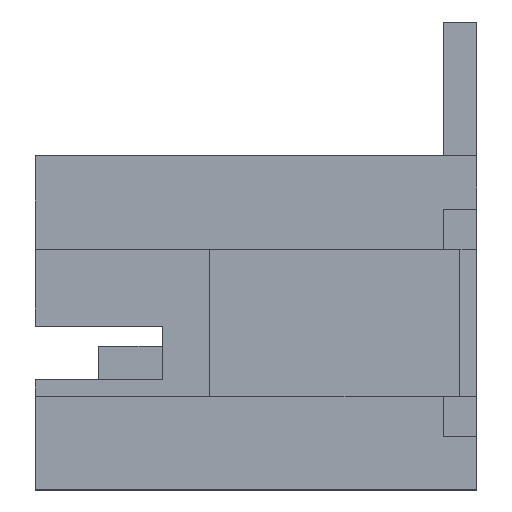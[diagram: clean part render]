
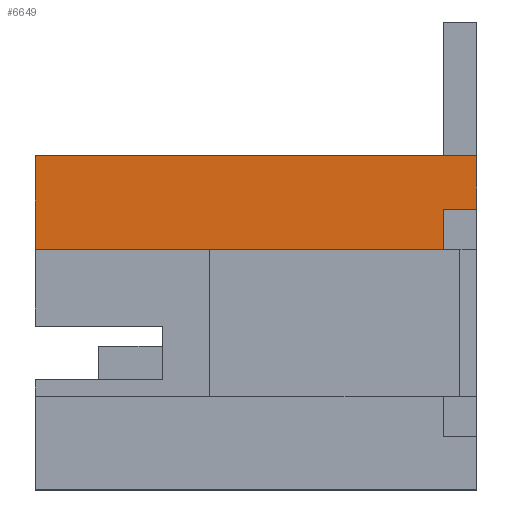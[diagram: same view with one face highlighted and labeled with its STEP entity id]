
A CAD part, left-side view. The second image highlights one B-rep face of the part: STEP entity #6649.
In plain terms, the highlighted planar face has unit normal (-1, 0, 0).
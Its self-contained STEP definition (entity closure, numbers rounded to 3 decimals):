
#2738 = CARTESIAN_POINT ( 'NONE',  ( 0., 0.5, 12.575 ) ) ;
#2844 = CARTESIAN_POINT ( 'NONE',  ( 0., 6.6, 12.575 ) ) ;
#2866 = DIRECTION ( 'NONE',  ( 0., 1., 0. ) ) ;
#2867 = VECTOR ( 'NONE', #2866, 1000. ) ;
#2868 = CARTESIAN_POINT ( 'NONE',  ( 0., 0., 12.575 ) ) ;
#2869 = LINE ( 'NONE', #2868, #2867 ) ;
#3229 = DIRECTION ( 'NONE',  ( 0., 0., -1. ) ) ;
#3230 = VECTOR ( 'NONE', #3229, 1000. ) ;
#3231 = CARTESIAN_POINT ( 'NONE',  ( 0., 0.5, 9.775 ) ) ;
#3232 = LINE ( 'NONE', #3231, #3230 ) ;
#3234 = CARTESIAN_POINT ( 'NONE',  ( 0., 6.6, 13.975 ) ) ;
#3235 = DIRECTION ( 'NONE',  ( 0., 1., 0. ) ) ;
#3236 = VECTOR ( 'NONE', #3235, 1000. ) ;
#3237 = CARTESIAN_POINT ( 'NONE',  ( 0., 6.6, 13.975 ) ) ;
#3238 = LINE ( 'NONE', #3237, #3236 ) ;
#3301 = CARTESIAN_POINT ( 'NONE',  ( 0., 0., 13.975 ) ) ;
#3302 = DIRECTION ( 'NONE',  ( 0., 0., 1. ) ) ;
#3303 = VECTOR ( 'NONE', #3302, 1000. ) ;
#3304 = CARTESIAN_POINT ( 'NONE',  ( 0., 0., 13.975 ) ) ;
#3305 = LINE ( 'NONE', #3304, #3303 ) ;
#3306 = CARTESIAN_POINT ( 'NONE',  ( 0., 0., 13.175 ) ) ;
#3307 = CARTESIAN_POINT ( 'NONE',  ( 0., 0.5, 13.175 ) ) ;
#3308 = DIRECTION ( 'NONE',  ( 0., -1., 0. ) ) ;
#3309 = VECTOR ( 'NONE', #3308, 1000. ) ;
#3310 = CARTESIAN_POINT ( 'NONE',  ( 0., 0.5, 13.175 ) ) ;
#3311 = LINE ( 'NONE', #3310, #3309 ) ;
#3418 = FACE_OUTER_BOUND ( 'NONE', #6568, .T. ) ;
#3444 = DIRECTION ( 'NONE',  ( 0., 0., -1. ) ) ;
#3445 = VECTOR ( 'NONE', #3444, 1000. ) ;
#3446 = CARTESIAN_POINT ( 'NONE',  ( 0., 6.6, 11.425 ) ) ;
#3447 = LINE ( 'NONE', #3446, #3445 ) ;
#3448 = DIRECTION ( 'NONE',  ( 0., 0., 1. ) ) ;
#3449 = DIRECTION ( 'NONE',  ( -1., 0., 0. ) ) ;
#3450 = CARTESIAN_POINT ( 'NONE',  ( 0., 6.6, 8.975 ) ) ;
#3451 = AXIS2_PLACEMENT_3D ( 'NONE', #3450, #3449, #3448 ) ;
#3452 = PLANE ( 'NONE',  #3451 ) ;
#6404 = VERTEX_POINT ( 'NONE', #2738 ) ;
#6424 = VERTEX_POINT ( 'NONE', #2844 ) ;
#6438 = EDGE_CURVE ( 'NONE', #6404, #6424, #2869, .T. ) ;
#6568 = EDGE_LOOP ( 'NONE', ( #6609, #6598, #6604, #6569, #6589, #6605 ) ) ;
#6569 = ORIENTED_EDGE ( 'NONE', *, *, #6650, .T. ) ;
#6573 = EDGE_CURVE ( 'NONE', #6588, #6574, #3238, .T. ) ;
#6574 = VERTEX_POINT ( 'NONE', #3234 ) ;
#6575 = EDGE_CURVE ( 'NONE', #6584, #6404, #3232, .T. ) ;
#6583 = EDGE_CURVE ( 'NONE', #6584, #6585, #3311, .T. ) ;
#6584 = VERTEX_POINT ( 'NONE', #3307 ) ;
#6585 = VERTEX_POINT ( 'NONE', #3306 ) ;
#6587 = EDGE_CURVE ( 'NONE', #6585, #6588, #3305, .T. ) ;
#6588 = VERTEX_POINT ( 'NONE', #3301 ) ;
#6589 = ORIENTED_EDGE ( 'NONE', *, *, #6438, .F. ) ;
#6598 = ORIENTED_EDGE ( 'NONE', *, *, #6587, .T. ) ;
#6604 = ORIENTED_EDGE ( 'NONE', *, *, #6573, .T. ) ;
#6605 = ORIENTED_EDGE ( 'NONE', *, *, #6575, .F. ) ;
#6609 = ORIENTED_EDGE ( 'NONE', *, *, #6583, .T. ) ;
#6649 = ADVANCED_FACE ( 'NONE', ( #3418 ), #3452, .T. ) ;
#6650 = EDGE_CURVE ( 'NONE', #6574, #6424, #3447, .T. ) ;
